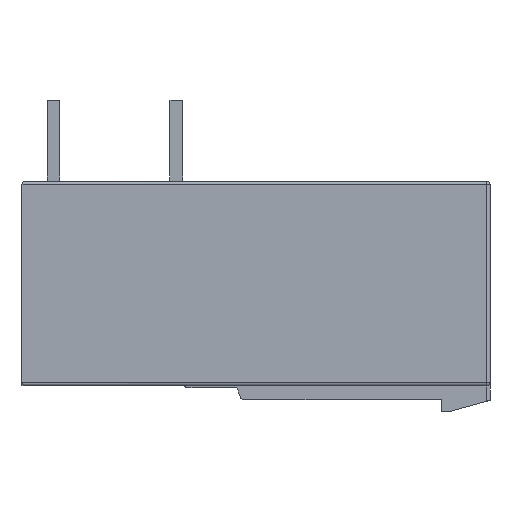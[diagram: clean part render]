
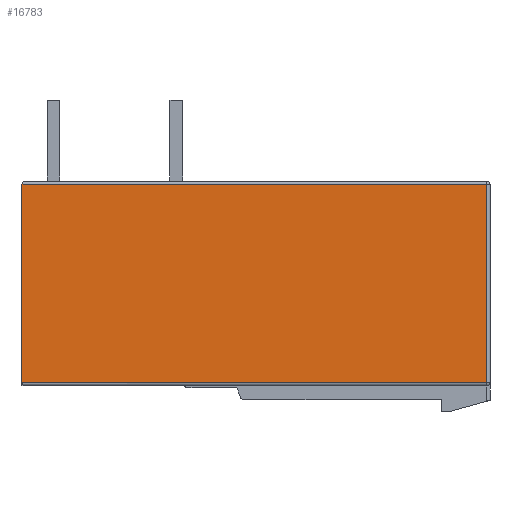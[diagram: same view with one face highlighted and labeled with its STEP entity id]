
A CAD part, front view. The second image highlights one B-rep face of the part: STEP entity #16783.
In plain terms, the highlighted planar face has unit normal (0, -1, 0).
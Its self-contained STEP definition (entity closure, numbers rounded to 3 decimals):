
#5678=DIRECTION('',(1.,0.,0.));
#5679=VECTOR('',#5678,28.8);
#5680=CARTESIAN_POINT('',(-11.15,-7.62,6.756));
#5681=LINE('',#5680,#5679);
#5682=DIRECTION('',(0.,0.,-1.));
#5683=VECTOR('',#5682,12.3);
#5684=CARTESIAN_POINT('',(17.65,-7.62,6.756));
#5685=LINE('',#5684,#5683);
#5686=DIRECTION('',(1.,0.,0.));
#5687=VECTOR('',#5686,28.8);
#5688=CARTESIAN_POINT('',(-11.15,-7.62,-5.544));
#5689=LINE('',#5688,#5687);
#5869=DIRECTION('',(0.,0.,1.));
#5870=VECTOR('',#5869,12.3);
#5871=CARTESIAN_POINT('',(-11.15,-7.62,-5.544));
#5872=LINE('',#5871,#5870);
#8968=CARTESIAN_POINT('',(-11.15,-7.62,-5.544));
#8969=VERTEX_POINT('',#8968);
#8976=CARTESIAN_POINT('',(-11.15,-7.62,6.756));
#8977=CARTESIAN_POINT('',(17.65,-7.62,6.756));
#8978=VERTEX_POINT('',#8976);
#8979=VERTEX_POINT('',#8977);
#8980=CARTESIAN_POINT('',(17.65,-7.62,-5.544));
#8981=VERTEX_POINT('',#8980);
#16770=CARTESIAN_POINT('',(17.85,-7.62,-5.744));
#16771=DIRECTION('',(0.,1.,0.));
#16772=DIRECTION('',(0.,0.,1.));
#16773=AXIS2_PLACEMENT_3D('',#16770,#16771,#16772);
#16774=PLANE('',#16773);
#16775=ORIENTED_EDGE('',*,*,#16738,.T.);
#16776=ORIENTED_EDGE('',*,*,#16761,.T.);
#16778=ORIENTED_EDGE('',*,*,#16777,.F.);
#16780=ORIENTED_EDGE('',*,*,#16779,.T.);
#16781=EDGE_LOOP('',(#16775,#16776,#16778,#16780));
#16782=FACE_OUTER_BOUND('',#16781,.F.);
#16783=ADVANCED_FACE('',(#16782),#16774,.F.);
#16738=EDGE_CURVE('',#8978,#8979,#5681,.T.);
#16761=EDGE_CURVE('',#8979,#8981,#5685,.T.);
#16777=EDGE_CURVE('',#8969,#8981,#5689,.T.);
#16779=EDGE_CURVE('',#8969,#8978,#5872,.T.);
